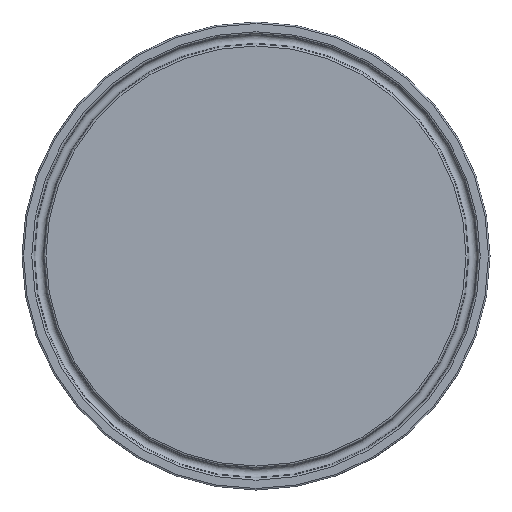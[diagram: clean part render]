
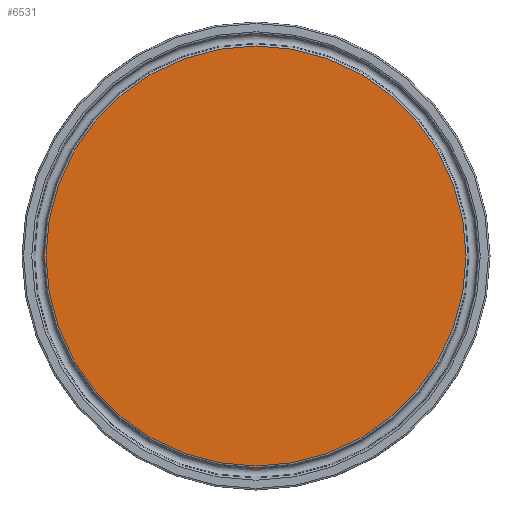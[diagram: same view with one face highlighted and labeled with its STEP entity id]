
A CAD part, left-side view. The second image highlights one B-rep face of the part: STEP entity #6531.
In plain terms, the highlighted planar face has unit normal (-1, 0, 0).
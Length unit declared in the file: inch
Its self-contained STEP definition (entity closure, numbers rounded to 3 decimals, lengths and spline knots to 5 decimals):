
#30=CIRCLE('',#6735,2.10091);
#919=FACE_OUTER_BOUND('',#1315,.T.);
#1315=EDGE_LOOP('',(#5964));
#3153=VERTEX_POINT('',#12277);
#4092=EDGE_CURVE('',#3153,#3153,#30,.T.);
#5964=ORIENTED_EDGE('',*,*,#4092,.F.);
#6157=PLANE('',#6734);
#6531=ADVANCED_FACE('',(#919),#6157,.T.);
#6734=AXIS2_PLACEMENT_3D('',#12276,#7736,#7737);
#6735=AXIS2_PLACEMENT_3D('',#12278,#7738,#7739);
#7736=DIRECTION('center_axis',(-1.,0.,0.));
#7737=DIRECTION('ref_axis',(0.,0.,1.));
#7738=DIRECTION('center_axis',(1.,0.,0.));
#7739=DIRECTION('ref_axis',(0.,1.,0.));
#12276=CARTESIAN_POINT('Origin',(0.,1.05046,
0.));
#12277=CARTESIAN_POINT('',(0.,2.10091,0.));
#12278=CARTESIAN_POINT('Origin',(0.,0.,0.));
